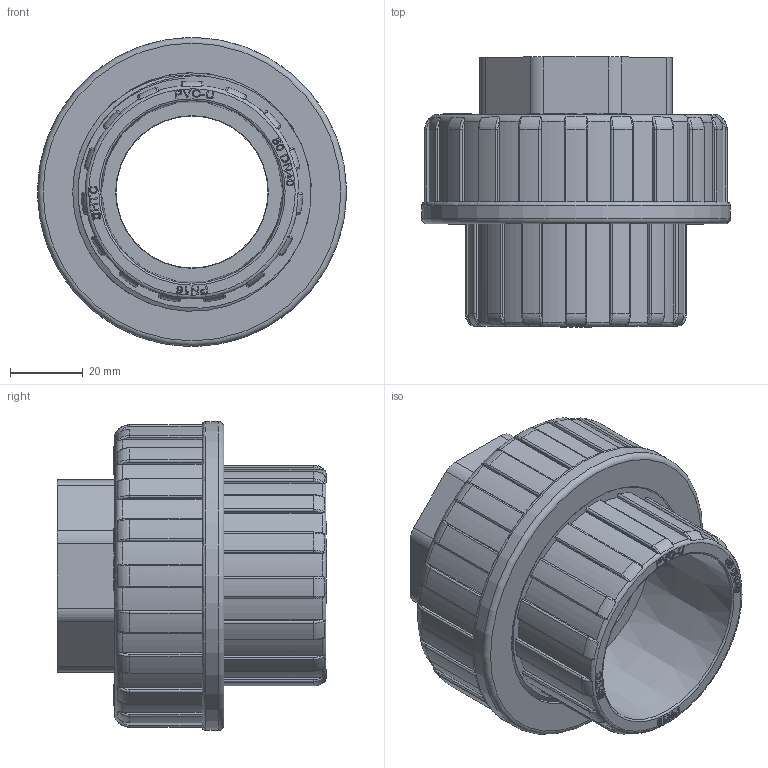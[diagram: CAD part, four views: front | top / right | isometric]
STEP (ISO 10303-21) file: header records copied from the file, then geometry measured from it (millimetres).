
FILE_DESCRIPTION(/* description */ (''),/* implementation_level */ '2;1');
FILE_NAME(/* name */ '50不锈钢内螺纹.stp',/* time_stamp */ '2025-04-28T10:56:57+08:00',/* author */ (''),/* organization */ (''),/* preprocessor_version */ 'ST-DEVELOPER v16',/* originating_system */ 'SIEMENS PLM Software NX 10.0',/* authorisation */ '');
FILE_SCHEMA (('AUTOMOTIVE_DESIGN { 1 0 10303 214 3 1 1 1 }'));
Length unit declared in the file: millimetre
Products named in the file (1): gelv2D688D03eqmg
Bounding box: 85 x 74.25 x 85 mm (x, y, z)
Volume: 78141.7 mm3; surface area: 61228.3 mm2
Topology: 2 solids, 3 shells, 917 faces, 2508 edges, 1661 vertices
Faces by surface type: plane 383, extrusion 216, cylinder 197, bspline 79, torus 40, cone 2
Full cylindrical faces by diameter (mm): 1.096 x1, 1.504 x1, 4.056 x1, 5.369 x1, 41.8 x1, 42 x1, 47.803 x8, 48 x1, 58 x1, 58.2 x1, 62.752 x7, 63 x1, 65.71 x9, 85 x1
Entity records: 41453 total; most frequent: CARTESIAN_POINT 21252, ORIENTED_EDGE 4816, DIRECTION 3009, EDGE_CURVE 2408, VERTEX_POINT 1606, B_SPLINE_CURVE_WITH_KNOTS 1446, AXIS2_PLACEMENT_3D 1015, EDGE_LOOP 986
